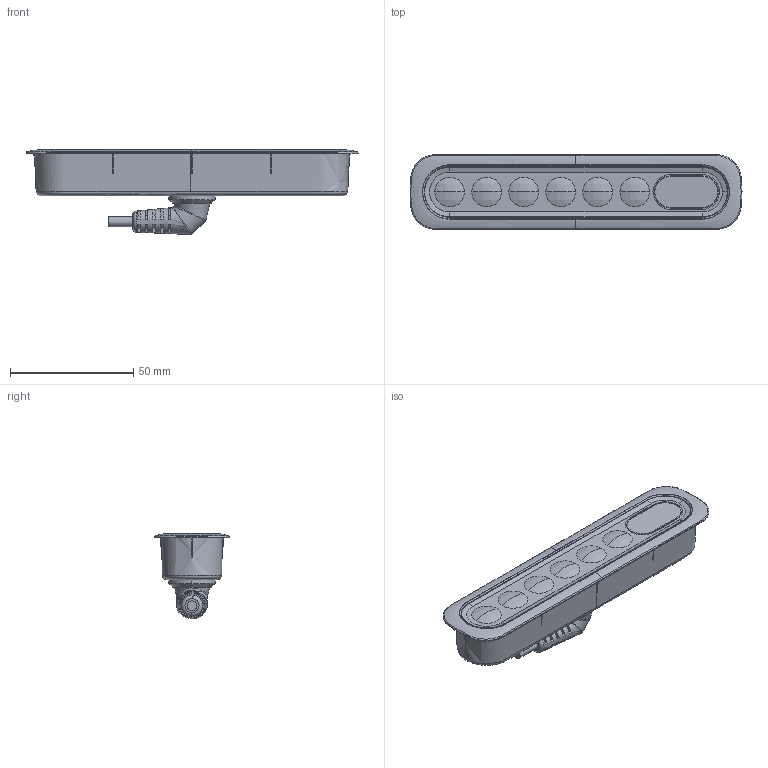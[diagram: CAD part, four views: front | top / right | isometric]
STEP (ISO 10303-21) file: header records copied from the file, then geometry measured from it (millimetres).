
FILE_DESCRIPTION (( 'STEP AP214' ), '1' );
FILE_NAME ('JCHT35K26C-嵌入.STEP', '2019-10-17T01:31:21', ( '' ), ( '' ), 'SwSTEP 2.0', 'SolidWorks 2018', '' );
FILE_SCHEMA (( 'AUTOMOTIVE_DESIGN' ));
Length unit declared in the file: millimetre
Products named in the file (1): JCHT35K26C-嵌入
Bounding box: 134.52 x 30.24 x 34.51 mm (x, y, z)
Volume: 34579.8 mm3; surface area: 35787.3 mm2
Topology: 8 solids, 8 shells, 738 faces, 1889 edges, 1211 vertices
Faces by surface type: plane 371, cylinder 180, bspline 82, cone 40, torus 37, sphere 28
Entity records: 39726 total; most frequent: CARTESIAN_POINT 14393, ORIENTED_EDGE 3746, DIRECTION 3298, EDGE_CURVE 1873, AXIS2_PLACEMENT_3D 1223, VERTEX_POINT 1211, VECTOR 852, LINE 852
